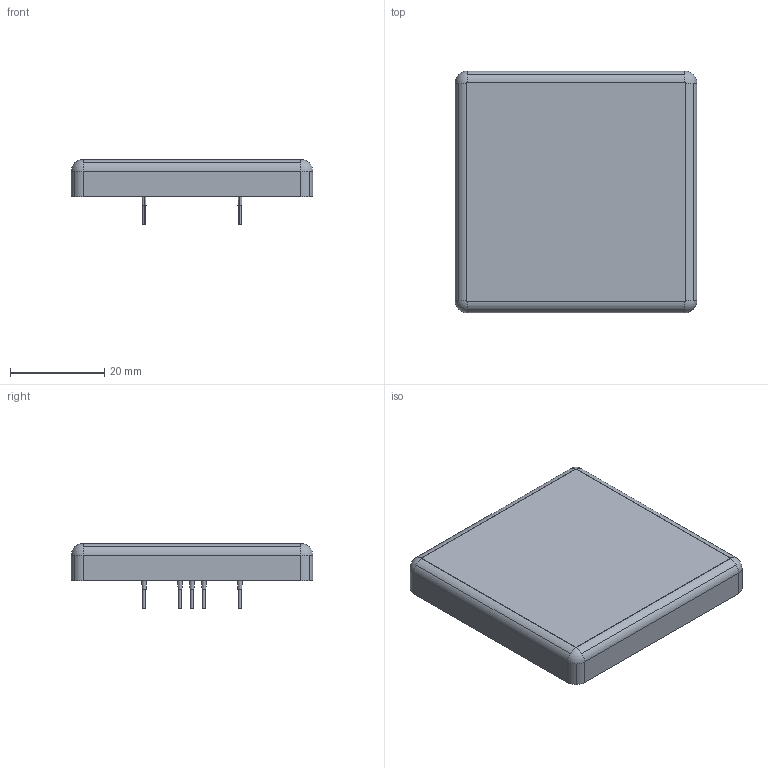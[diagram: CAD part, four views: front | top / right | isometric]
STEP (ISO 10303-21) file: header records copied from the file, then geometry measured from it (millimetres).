
FILE_DESCRIPTION((''),'2;1');
FILE_NAME('DCDC_TRACO_TVL.stp','2009-12-09T10:00:28',(''),(''),'Mechanical Desktop 2006','Mechanical Desktop 2006',', , ');
FILE_SCHEMA(('AUTOMOTIVE_DESIGN { 1 2 10303 214 0 1 1 1 }'));
Length unit declared in the file: millimetre
Products named in the file (1): Product
Bounding box: 51.3 x 51.3 x 14 mm (x, y, z)
Volume: 20702.1 mm3; surface area: 11014.3 mm2
Topology: 12 solids, 12 shells, 80 faces, 160 edges, 100 vertices
Faces by surface type: cylinder 34, plane 32, cone 10, sphere 4
Entity records: 2121 total; most frequent: DIRECTION 406, CARTESIAN_POINT 337, ORIENTED_EDGE 312, AXIS2_PLACEMENT_3D 169, EDGE_CURVE 156, VERTEX_POINT 100, CIRCLE 88, EDGE_LOOP 80
